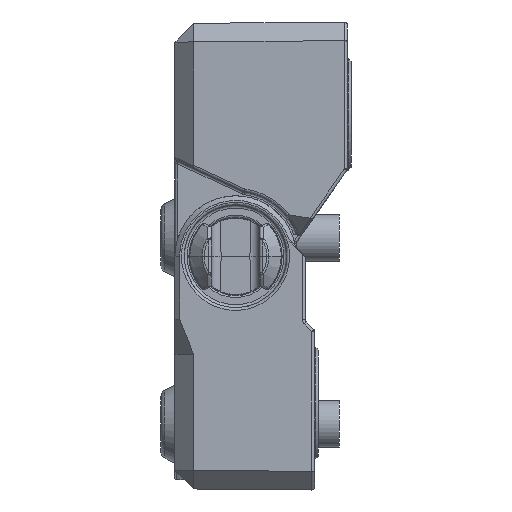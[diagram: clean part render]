
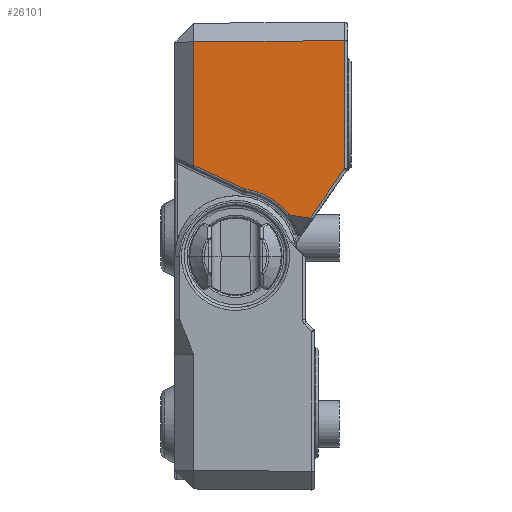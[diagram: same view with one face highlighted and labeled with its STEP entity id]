
A CAD part, left-side view. The second image highlights one B-rep face of the part: STEP entity #26101.
In plain terms, the highlighted face is planar.
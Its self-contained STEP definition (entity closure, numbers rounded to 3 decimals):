
#379=PLANE('',#28252);
#827=ELLIPSE('',#28253,7.3,7.3);
#1557=LINE('',#42351,#3025);
#1559=LINE('',#42355,#3027);
#1562=LINE('',#42372,#3030);
#1567=LINE('',#42394,#3035);
#1568=LINE('',#42415,#3036);
#1569=LINE('',#42417,#3037);
#1570=LINE('',#42419,#3038);
#3025=VECTOR('',#32079,10.);
#3027=VECTOR('',#32085,10.);
#3030=VECTOR('',#32096,10.);
#3035=VECTOR('',#32117,10.);
#3036=VECTOR('',#32122,10.);
#3037=VECTOR('',#32123,10.);
#3038=VECTOR('',#32124,10.);
#5149=FACE_OUTER_BOUND('',#6992,.T.);
#6992=EDGE_LOOP('',(#18070,#18071,#18072,#18073,#18074,#18075,#18076,#18077));
#10978=VERTEX_POINT('',#41250);
#11066=VERTEX_POINT('',#42348);
#11067=VERTEX_POINT('',#42350);
#11073=VERTEX_POINT('',#42371);
#11078=VERTEX_POINT('',#42393);
#11080=VERTEX_POINT('',#42414);
#11081=VERTEX_POINT('',#42416);
#11082=VERTEX_POINT('',#42418);
#13579=EDGE_CURVE('',#11066,#11067,#1557,.T.);
#13582=EDGE_CURVE('',#11067,#10978,#1559,.T.);
#13588=EDGE_CURVE('',#10978,#11073,#1562,.T.);
#13598=EDGE_CURVE('',#11073,#11078,#1567,.T.);
#13601=EDGE_CURVE('',#11080,#11066,#1568,.T.);
#13602=EDGE_CURVE('',#11081,#11080,#1569,.T.);
#13603=EDGE_CURVE('',#11082,#11081,#1570,.T.);
#13604=EDGE_CURVE('',#11078,#11082,#827,.T.);
#18070=ORIENTED_EDGE('',*,*,#13588,.F.);
#18071=ORIENTED_EDGE('',*,*,#13582,.F.);
#18072=ORIENTED_EDGE('',*,*,#13579,.F.);
#18073=ORIENTED_EDGE('',*,*,#13601,.F.);
#18074=ORIENTED_EDGE('',*,*,#13602,.F.);
#18075=ORIENTED_EDGE('',*,*,#13603,.F.);
#18076=ORIENTED_EDGE('',*,*,#13604,.F.);
#18077=ORIENTED_EDGE('',*,*,#13598,.F.);
#26101=ADVANCED_FACE('',(#5149),#379,.T.);
#28252=AXIS2_PLACEMENT_3D('',#42413,#32120,#32121);
#28253=AXIS2_PLACEMENT_3D('',#42420,#32125,#32126);
#32079=DIRECTION('',(0.009,-1.,-0.009));
#32085=DIRECTION('',(0.,0.,1.));
#32096=DIRECTION('',(-0.005,0.574,0.819));
#32117=DIRECTION('',(-0.009,0.988,-0.156));
#32120=DIRECTION('center_axis',(1.,0.009,0.));
#32121=DIRECTION('ref_axis',(0.,0.,1.));
#32122=DIRECTION('',(0.009,-1.,-0.009));
#32123=DIRECTION('',(0.,0.,-1.));
#32124=DIRECTION('',(-0.008,0.906,-0.423));
#32125=DIRECTION('center_axis',(1.,0.009,0.));
#32126=DIRECTION('ref_axis',(0.009,-1.,0.));
#41250=CARTESIAN_POINT('',(24.159,-18.197,-0.145));
#42348=CARTESIAN_POINT('',(24.159,-18.196,-13.909));
#42350=CARTESIAN_POINT('',(24.159,-18.197,-13.909));
#42351=CARTESIAN_POINT('',(23.999,0.12,-13.749));
#42355=CARTESIAN_POINT('',(24.159,-18.197,4.875));
#42371=CARTESIAN_POINT('',(24.126,-14.492,5.148));
#42372=CARTESIAN_POINT('',(24.083,-9.555,12.199));
#42393=CARTESIAN_POINT('',(24.107,-12.284,4.8));
#42394=CARTESIAN_POINT('',(24.068,-7.751,4.086));
#42413=CARTESIAN_POINT('Origin',(24.,0.,15.75));
#42414=CARTESIAN_POINT('',(24.017,-2.,-13.767));
#42415=CARTESIAN_POINT('',(23.999,0.12,-13.749));
#42416=CARTESIAN_POINT('',(24.017,-2.,-0.54));
#42417=CARTESIAN_POINT('',(24.017,-2.,7.875));
#42418=CARTESIAN_POINT('',(24.065,-7.482,2.017));
#42419=CARTESIAN_POINT('',(24.061,-7.011,1.797));
#42420=CARTESIAN_POINT('Origin',(24.057,-6.497,9.25));
